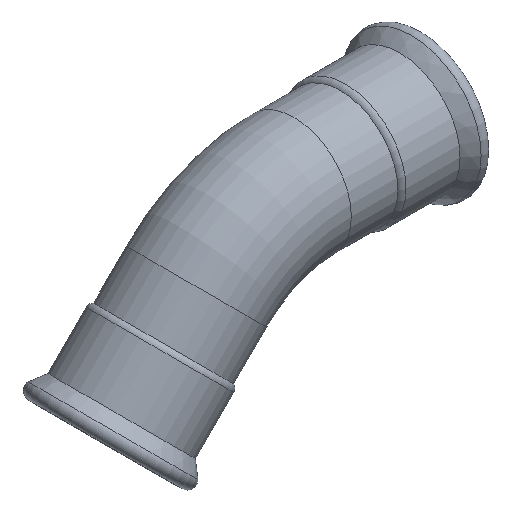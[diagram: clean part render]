
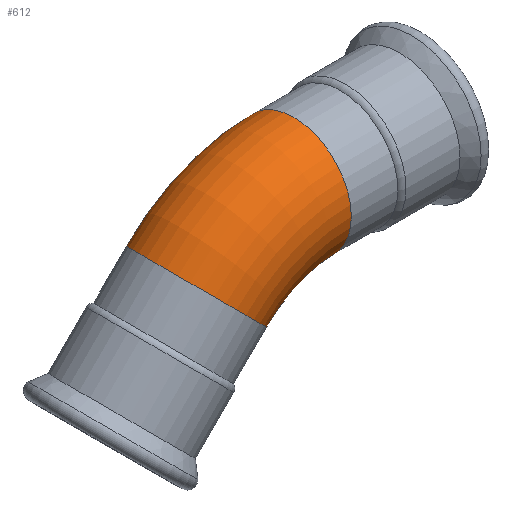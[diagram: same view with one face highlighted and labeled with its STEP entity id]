
A CAD part, isometric view. The second image highlights one B-rep face of the part: STEP entity #612.
In plain terms, the highlighted toroidal (fillet/blend) face has major radius 107 mm and minor radius 44.45 mm.
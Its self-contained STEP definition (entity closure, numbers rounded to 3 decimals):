
#24=TOROIDAL_SURFACE('',#719,107.,44.45);
#86=FACE_OUTER_BOUND('',#114,.T.);
#114=EDGE_LOOP('',(#512,#513,#514,#515,#516,#517));
#169=CIRCLE('',#696,44.45);
#170=CIRCLE('',#697,44.45);
#186=CIRCLE('',#720,62.55);
#187=CIRCLE('',#721,44.45);
#188=CIRCLE('',#722,44.45);
#252=VERTEX_POINT('',#1152);
#253=VERTEX_POINT('',#1154);
#265=VERTEX_POINT('',#1193);
#266=VERTEX_POINT('',#1195);
#336=EDGE_CURVE('',#253,#252,#169,.T.);
#337=EDGE_CURVE('',#252,#253,#170,.T.);
#356=EDGE_CURVE('',#253,#265,#186,.T.);
#357=EDGE_CURVE('',#266,#265,#187,.T.);
#358=EDGE_CURVE('',#265,#266,#188,.T.);
#512=ORIENTED_EDGE('',*,*,#337,.T.);
#513=ORIENTED_EDGE('',*,*,#356,.T.);
#514=ORIENTED_EDGE('',*,*,#357,.F.);
#515=ORIENTED_EDGE('',*,*,#358,.F.);
#516=ORIENTED_EDGE('',*,*,#356,.F.);
#517=ORIENTED_EDGE('',*,*,#336,.T.);
#612=ADVANCED_FACE('',(#86),#24,.T.);
#696=AXIS2_PLACEMENT_3D('',#1155,#870,#871);
#697=AXIS2_PLACEMENT_3D('',#1156,#872,#873);
#719=AXIS2_PLACEMENT_3D('',#1192,#919,#920);
#720=AXIS2_PLACEMENT_3D('',#1194,#921,#922);
#721=AXIS2_PLACEMENT_3D('',#1196,#923,#924);
#722=AXIS2_PLACEMENT_3D('',#1197,#925,#926);
#870=DIRECTION('center_axis',(0.707,0.,0.707));
#871=DIRECTION('ref_axis',(0.707,0.,-0.707));
#872=DIRECTION('center_axis',(0.707,0.,0.707));
#873=DIRECTION('ref_axis',(0.707,0.,-0.707));
#919=DIRECTION('center_axis',(0.,-1.,0.));
#920=DIRECTION('ref_axis',(0.,0.,-1.));
#921=DIRECTION('center_axis',(0.,1.,0.));
#922=DIRECTION('ref_axis',(0.,0.,-1.));
#923=DIRECTION('center_axis',(1.,0.,0.));
#924=DIRECTION('ref_axis',(0.,0.,-1.));
#925=DIRECTION('center_axis',(1.,0.,0.));
#926=DIRECTION('ref_axis',(0.,0.,-1.));
#1152=CARTESIAN_POINT('',(-75.66,-44.45,75.66));
#1154=CARTESIAN_POINT('',(-44.23,0.,44.23));
#1155=CARTESIAN_POINT('Origin',(-75.66,0.,75.66));
#1156=CARTESIAN_POINT('Origin',(-75.66,0.,75.66));
#1192=CARTESIAN_POINT('Origin',(0.,0.,0.));
#1193=CARTESIAN_POINT('',(0.,0.,62.55));
#1194=CARTESIAN_POINT('Origin',(0.,0.,
0.));
#1195=CARTESIAN_POINT('',(0.,-44.45,107.));
#1196=CARTESIAN_POINT('Origin',(0.,0.,107.));
#1197=CARTESIAN_POINT('Origin',(0.,0.,107.));
